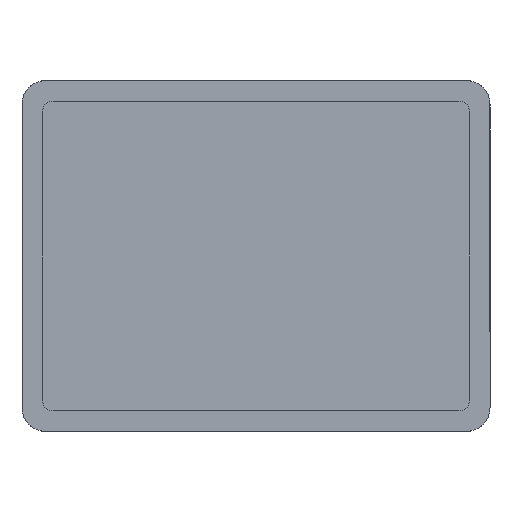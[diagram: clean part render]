
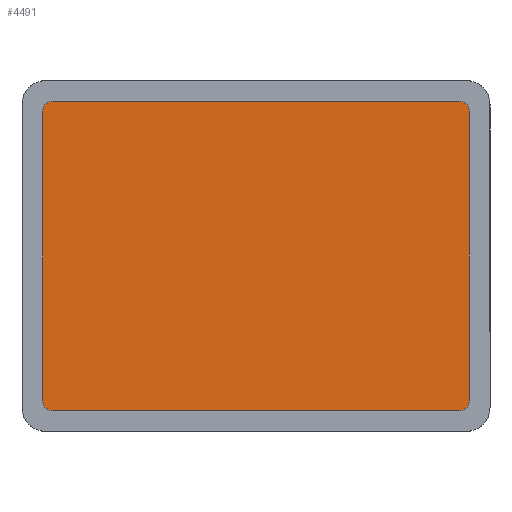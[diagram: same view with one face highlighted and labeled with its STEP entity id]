
A CAD part, front view. The second image highlights one B-rep face of the part: STEP entity #4491.
In plain terms, the highlighted planar face has unit normal (0, -1, 0).
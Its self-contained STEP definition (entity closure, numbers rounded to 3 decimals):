
#86 = CARTESIAN_POINT ( 'NONE',  ( 182., 0., -123. ) ) ;
#105 = DIRECTION ( 'NONE',  ( 0., 0., 1. ) ) ;
#224 = EDGE_CURVE ( 'NONE', #16332, #17372, #14502, .T. ) ;
#234 = DIRECTION ( 'NONE',  ( 1., 0., 0. ) ) ;
#285 = CARTESIAN_POINT ( 'NONE',  ( 173., 0., 123. ) ) ;
#893 = VECTOR ( 'NONE', #11846, 1000. ) ;
#1166 = CARTESIAN_POINT ( 'NONE',  ( 173., 0., -132. ) ) ;
#1286 = EDGE_CURVE ( 'NONE', #11522, #4701, #6543, .T. ) ;
#1303 = VECTOR ( 'NONE', #8176, 1000. ) ;
#1641 = CARTESIAN_POINT ( 'NONE',  ( -173., 0., 132. ) ) ;
#1953 = VECTOR ( 'NONE', #6637, 1000. ) ;
#2232 = CIRCLE ( 'NONE', #15133, 9. ) ;
#2446 = LINE ( 'NONE', #15312, #1303 ) ;
#2612 = CARTESIAN_POINT ( 'NONE',  ( -173., 0., -132. ) ) ;
#2666 = ORIENTED_EDGE ( 'NONE', *, *, #5857, .F. ) ;
#2718 = EDGE_LOOP ( 'NONE', ( #2666, #18254, #13963, #3796, #7071, #11184, #3650, #9196 ) ) ;
#2836 = FACE_OUTER_BOUND ( 'NONE', #2718, .T. ) ;
#3017 = AXIS2_PLACEMENT_3D ( 'NONE', #9049, #11875, #17685 ) ;
#3031 = CARTESIAN_POINT ( 'NONE',  ( -173., 0., 123. ) ) ;
#3032 = CARTESIAN_POINT ( 'NONE',  ( -182., 0., 123. ) ) ;
#3297 = CARTESIAN_POINT ( 'NONE',  ( 173., 0., 132. ) ) ;
#3650 = ORIENTED_EDGE ( 'NONE', *, *, #13501, .F. ) ;
#3796 = ORIENTED_EDGE ( 'NONE', *, *, #8339, .F. ) ;
#4057 = AXIS2_PLACEMENT_3D ( 'NONE', #285, #10046, #105 ) ;
#4491 = ADVANCED_FACE ( 'NONE', ( #2836 ), #11373, .F. ) ;
#4701 = VERTEX_POINT ( 'NONE', #2612 ) ;
#5529 = DIRECTION ( 'NONE',  ( 0., 1., 0. ) ) ;
#5558 = CIRCLE ( 'NONE', #4057, 9. ) ;
#5857 = EDGE_CURVE ( 'NONE', #4701, #16933, #14031, .T. ) ;
#6128 = DIRECTION ( 'NONE',  ( 0., 0., 1. ) ) ;
#6543 = LINE ( 'NONE', #12263, #1953 ) ;
#6637 = DIRECTION ( 'NONE',  ( -1., 0., 0. ) ) ;
#7071 = ORIENTED_EDGE ( 'NONE', *, *, #13946, .F. ) ;
#8176 = DIRECTION ( 'NONE',  ( 0., 0., -1. ) ) ;
#8339 = EDGE_CURVE ( 'NONE', #13424, #14340, #2446, .T. ) ;
#9049 = CARTESIAN_POINT ( 'NONE',  ( 173., 0., -123. ) ) ;
#9196 = ORIENTED_EDGE ( 'NONE', *, *, #17278, .F. ) ;
#9223 = CARTESIAN_POINT ( 'NONE',  ( -182., 0., -123. ) ) ;
#9844 = AXIS2_PLACEMENT_3D ( 'NONE', #16968, #5529, #18472 ) ;
#10046 = DIRECTION ( 'NONE',  ( 0., 1., 0. ) ) ;
#11106 = CIRCLE ( 'NONE', #3017, 9. ) ;
#11184 = ORIENTED_EDGE ( 'NONE', *, *, #224, .F. ) ;
#11188 = DIRECTION ( 'NONE',  ( 0., 0., 1. ) ) ;
#11373 = PLANE ( 'NONE',  #13577 ) ;
#11522 = VERTEX_POINT ( 'NONE', #1166 ) ;
#11846 = DIRECTION ( 'NONE',  ( 0., 0., 1. ) ) ;
#11875 = DIRECTION ( 'NONE',  ( 0., 1., 0. ) ) ;
#12263 = CARTESIAN_POINT ( 'NONE',  ( -173., 0., -132. ) ) ;
#13424 = VERTEX_POINT ( 'NONE', #18232 ) ;
#13501 = EDGE_CURVE ( 'NONE', #15318, #16332, #2232, .T. ) ;
#13577 = AXIS2_PLACEMENT_3D ( 'NONE', #16909, #17187, #11188 ) ;
#13946 = EDGE_CURVE ( 'NONE', #17372, #13424, #5558, .T. ) ;
#13963 = ORIENTED_EDGE ( 'NONE', *, *, #16076, .F. ) ;
#13976 = CARTESIAN_POINT ( 'NONE',  ( -182., 0., 123. ) ) ;
#14031 = CIRCLE ( 'NONE', #9844, 9. ) ;
#14138 = VECTOR ( 'NONE', #234, 1000. ) ;
#14340 = VERTEX_POINT ( 'NONE', #86 ) ;
#14502 = LINE ( 'NONE', #1641, #14138 ) ;
#15133 = AXIS2_PLACEMENT_3D ( 'NONE', #3031, #16068, #6128 ) ;
#15312 = CARTESIAN_POINT ( 'NONE',  ( 182., 0., 123. ) ) ;
#15318 = VERTEX_POINT ( 'NONE', #13976 ) ;
#15890 = LINE ( 'NONE', #3032, #893 ) ;
#16068 = DIRECTION ( 'NONE',  ( 0., 1., 0. ) ) ;
#16076 = EDGE_CURVE ( 'NONE', #14340, #11522, #11106, .T. ) ;
#16244 = CARTESIAN_POINT ( 'NONE',  ( -173., 0., 132. ) ) ;
#16332 = VERTEX_POINT ( 'NONE', #16244 ) ;
#16909 = CARTESIAN_POINT ( 'NONE',  ( -173., 0., -123. ) ) ;
#16933 = VERTEX_POINT ( 'NONE', #9223 ) ;
#16968 = CARTESIAN_POINT ( 'NONE',  ( -173., 0., -123. ) ) ;
#17187 = DIRECTION ( 'NONE',  ( 0., 1., 0. ) ) ;
#17278 = EDGE_CURVE ( 'NONE', #16933, #15318, #15890, .T. ) ;
#17372 = VERTEX_POINT ( 'NONE', #3297 ) ;
#17685 = DIRECTION ( 'NONE',  ( 0., 0., 1. ) ) ;
#18232 = CARTESIAN_POINT ( 'NONE',  ( 182., 0., 123. ) ) ;
#18254 = ORIENTED_EDGE ( 'NONE', *, *, #1286, .F. ) ;
#18472 = DIRECTION ( 'NONE',  ( 0., 0., 1. ) ) ;
